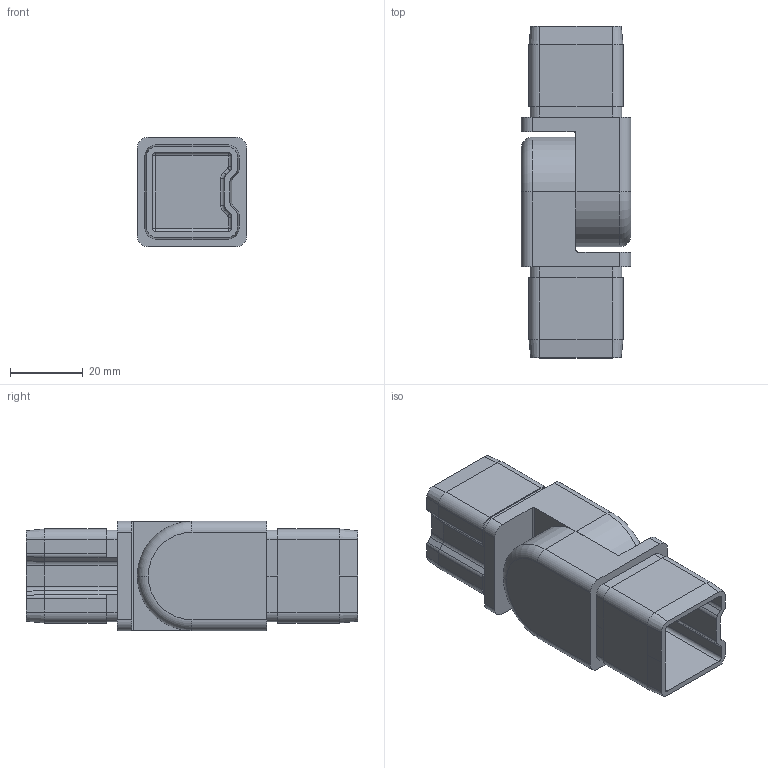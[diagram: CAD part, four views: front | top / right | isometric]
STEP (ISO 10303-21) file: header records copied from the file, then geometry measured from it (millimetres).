
FILE_DESCRIPTION (( 'STEP AP203' ), '1' );
FILE_NAME ('10113030.step', '2020-03-09T08:30:51', ( '' ), ( '' ), 'SwSTEP 2.0', 'SolidWorks 2015', '' );
FILE_SCHEMA (( 'CONFIG_CONTROL_DESIGN' ));
Length unit declared in the file: millimetre
Products named in the file (8): DIN 912 M6xXX; 10113030; 1011X0X0 Konfig Teil2; 1011X0X0 Konfig Teil1_10113030 Teil1; 1011X0X0 Konfig Teil1; 1011X0X0 Konfig Teil2_10113030 Teil2; DIN 912 M6xXX_DIN 912 M6x16
Assembly tree (4 placements, depth 2):
  10113030
    1011X0X0 Konfig Teil1_10113030 Teil1
    1011X0X0 Konfig Teil2_10113030 Teil2
    DIN 912 M6xXX_DIN 912 M6x16
  1011X0X0 Konfig Teil2
  1011X0X0 Konfig Teil1
  10113030
    DIN 912 M6xXX
Bounding box: 30 x 91 x 30 mm (x, y, z)
Volume: 35518.2 mm3; surface area: 21255.7 mm2
Topology: 3 solids, 3 shells, 451 faces, 1125 edges, 705 vertices
Faces by surface type: plane 220, bspline 103, cylinder 75, cone 24, torus 21, sphere 8
Full cylindrical faces by diameter (mm): 5 x1, 6 x1, 6.5 x1, 10 x1, 10.5 x1
Entity records: 19800 total; most frequent: CARTESIAN_POINT 9090, ORIENTED_EDGE 2168, DIRECTION 1797, EDGE_CURVE 1084, VERTEX_POINT 693, VECTOR 663, LINE 663, AXIS2_PLACEMENT_3D 567
